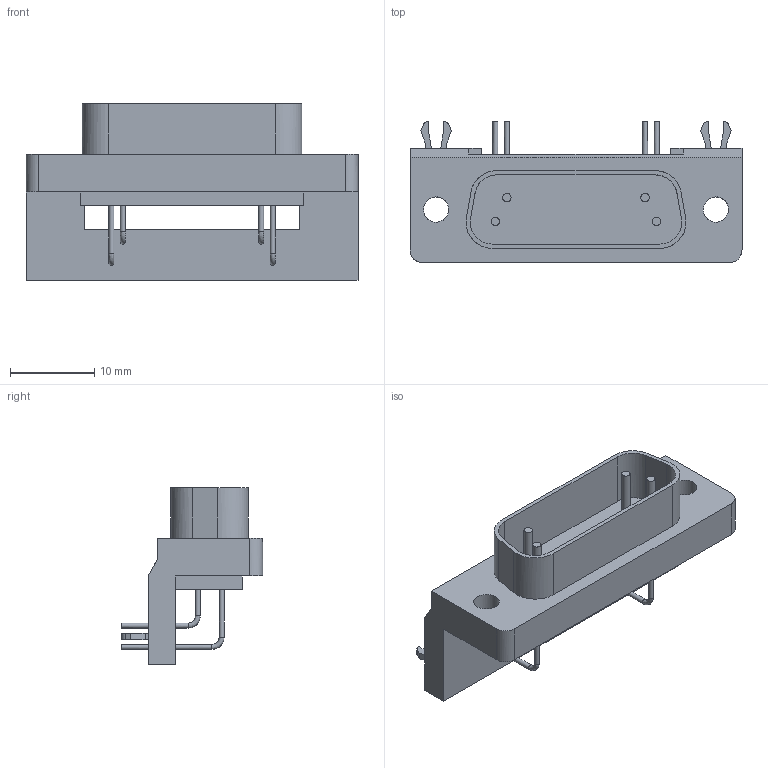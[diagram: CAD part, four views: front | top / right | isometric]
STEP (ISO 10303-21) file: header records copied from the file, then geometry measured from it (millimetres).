
FILE_DESCRIPTION((''),'2;1');
FILE_NAME( '0965_Dsub-S_male_angled_15-pins_2_54_board_lock.stp', '2005-08-22T13:53:31',('User'),('SDRC'),'I-DEAS Master Series 9','UNIX', 'Yes');
FILE_SCHEMA(('AUTOMOTIVE_DESIGN { 1 0 10303 214 1 1 1 1 }'));
Length unit declared in the file: millimetre
Products named in the file (1): 09 65 262 781x
Bounding box: 39.5 x 16.8 x 21 mm (x, y, z)
Volume: 3494.5 mm3; surface area: 3471.2 mm2
Topology: 1 solids, 1 shells, 106 faces, 270 edges, 178 vertices
Faces by surface type: bspline 106
Entity records: 3523 total; most frequent: CARTESIAN_POINT 1643, ORIENTED_EDGE 540, EDGE_CURVE 270, OVER_RIDING_STYLED_ITEM 196, VERTEX_POINT 178, EDGE_LOOP 132, FACE_OUTER_BOUND 106, ADVANCED_FACE 106
